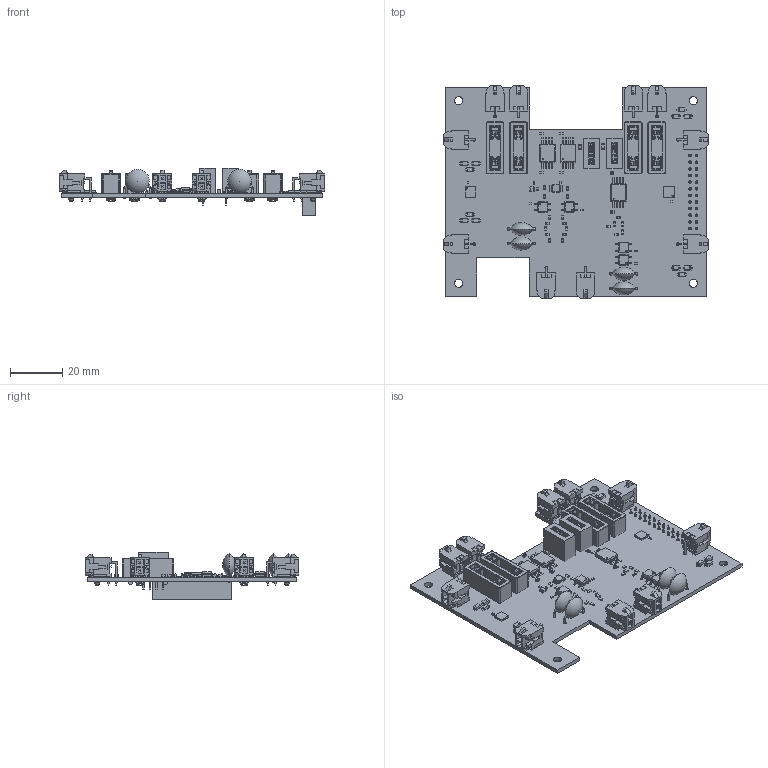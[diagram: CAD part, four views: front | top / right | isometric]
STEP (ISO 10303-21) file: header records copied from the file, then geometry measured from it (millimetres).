
FILE_DESCRIPTION(('KiCad electronic assembly'),'2;1');
FILE_NAME('psr-bms-contactors-hv.step','2024-10-29T19:33:42',('Pcbnew'), ('Kicad'),'Open CASCADE STEP processor 7.8','KiCad to STEP converter', 'Unknown');
FILE_SCHEMA(('AUTOMOTIVE_DESIGN { 1 0 10303 214 1 1 1 1 }'));
Length unit declared in the file: millimetre
Products named in the file (37): psr-bms-contactors-hv 1; R_0603_1608Metric; SOP-4_3.8x4.1mm_P2.54mm; SOP_4_38x41mm_P254mm; SIP4_THT_P2.54mm; RFM_potting; RFM_pin1(-Vin); RFM_pin2(+Vin); RFM_pin3(-Vout); RFM_case; RFM_pin4(+Vout); R_0402_1005Metric; D_SOD-123F; D_SOD_123F; 430450200; (Unsaved); C_0402_1005Metric; C_0805_2012Metric; VSSOP-8_3.0x3.0mm_P0.65mm; VSSOP_8_30x30mm_P065mm; C_Disc_D9.0mm_W5.0mm_P10.00mm; C_Disc_D90mm_W50mm_P1000mm; SOT-353_SC-70-5; SOT_353_SC_70_5; QFN-16-1EP_4x4mm_P0.65mm_EP2.15x2.15mm; keystone-PN3557-2; 3557-2; SSO-8_6.8x5.9mm_P1.27mm_Clearance8mm; SSO_8_68x59mm_P127mm_Clearance8mm; PinSocket_2x12_P2.54mm_Vertical; PinSocket_2x12_P254mm_Vertical; psr-bms-contactors-hv_PCB
Assembly tree (108 placements, depth 3):
  psr-bms-contactors-hv 1
    R_0603_1608Metric  x20
      R_0603_1608Metric
    SOP-4_3.8x4.1mm_P2.54mm  x4
      SOP_4_38x41mm_P254mm
    SIP4_THT_P2.54mm  x2
      RFM_potting
      RFM_pin1(-Vin)
      RFM_pin2(+Vin)
      RFM_pin3(-Vout)
      RFM_case
      RFM_pin4(+Vout)
    R_0402_1005Metric  x7
      R_0402_1005Metric
    D_SOD-123F  x12
      D_SOD_123F
    430450200  x10
      (Unsaved)
    C_0402_1005Metric  x14
      C_0402_1005Metric
    C_0805_2012Metric  x2
      C_0805_2012Metric
    VSSOP-8_3.0x3.0mm_P0.65mm
      VSSOP_8_30x30mm_P065mm
    C_Disc_D9.0mm_W5.0mm_P10.00mm  x4
      C_Disc_D90mm_W50mm_P1000mm
    SOT-353_SC-70-5
      SOT_353_SC_70_5
    QFN-16-1EP_4x4mm_P0.65mm_EP2.15x2.15mm  x2
      QFN-16-1EP_4x4mm_P0.65mm_EP2.15x2.15mm
    keystone-PN3557-2  x4
      3557-2
    SSO-8_6.8x5.9mm_P1.27mm_Clearance8mm  x3
      SSO_8_68x59mm_P127mm_Clearance8mm
    PinSocket_2x12_P2.54mm_Vertical
      PinSocket_2x12_P254mm_Vertical
    psr-bms-contactors-hv_PCB
Bounding box: 101.91 x 81.91 x 18.2 mm (x, y, z)
Volume: 19566.1 mm3; surface area: 33158.2 mm2
Topology: 126 solids, 126 shells, 6860 faces, 17604 edges, 11216 vertices
Faces by surface type: plane 5349, cylinder 986, bspline 389, torus 52, sphere 40, revolution 24, cone 20
Full cylindrical faces by diameter (mm): 0.25 x1, 0.4 x3, 0.5 x6, 0.7 x16, 1 x40, 1.02 x20, 1.65 x16, 3 x10, 3.2 x4
Entity records: 81132 total; most frequent: CARTESIAN_POINT 12551, ORIENTED_EDGE 11430, DIRECTION 10576, EDGE_CURVE 5715, LINE 4900, VECTOR 4900, VERTEX_POINT 3658, AXIS2_PLACEMENT_3D 2835
